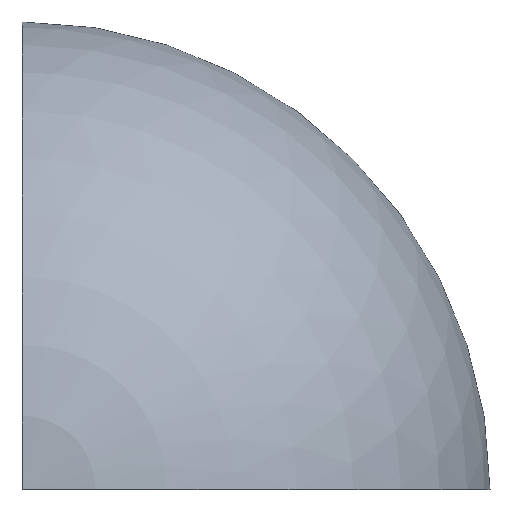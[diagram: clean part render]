
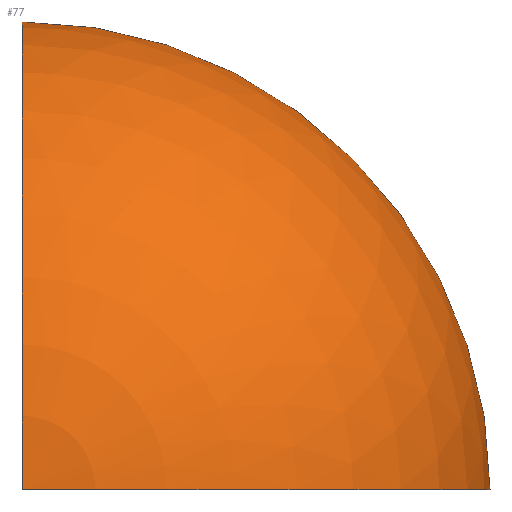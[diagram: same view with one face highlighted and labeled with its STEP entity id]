
A CAD part, top view. The second image highlights one B-rep face of the part: STEP entity #77.
In plain terms, the highlighted spherical face has radius 10000 mm.
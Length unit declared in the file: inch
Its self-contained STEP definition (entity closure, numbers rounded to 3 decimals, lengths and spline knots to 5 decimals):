
#16=SPHERICAL_SURFACE('',#108,393.70079);
#19=FACE_OUTER_BOUND('',#24,.T.);
#24=EDGE_LOOP('',(#61,#62,#63));
#27=CIRCLE('',#103,393.70079);
#31=CIRCLE('',#109,393.70079);
#32=CIRCLE('',#110,393.70079);
#40=VERTEX_POINT('',#143);
#41=VERTEX_POINT('',#145);
#44=VERTEX_POINT('',#155);
#46=EDGE_CURVE('',#40,#41,#27,.T.);
#51=EDGE_CURVE('',#40,#44,#31,.T.);
#52=EDGE_CURVE('',#41,#44,#32,.T.);
#61=ORIENTED_EDGE('',*,*,#51,.T.);
#62=ORIENTED_EDGE('',*,*,#52,.F.);
#63=ORIENTED_EDGE('',*,*,#46,.F.);
#77=ADVANCED_FACE('',(#19),#16,.T.);
#103=AXIS2_PLACEMENT_3D('',#146,#118,#119);
#108=AXIS2_PLACEMENT_3D('',#154,#129,#130);
#109=AXIS2_PLACEMENT_3D('',#156,#131,#132);
#110=AXIS2_PLACEMENT_3D('',#157,#133,#134);
#118=DIRECTION('center_axis',(0.,-1.,0.));
#119=DIRECTION('ref_axis',(1.,0.,0.));
#129=DIRECTION('center_axis',(0.,0.,1.));
#130=DIRECTION('ref_axis',(1.,0.,0.));
#131=DIRECTION('center_axis',(0.,0.,1.));
#132=DIRECTION('ref_axis',(1.,0.,0.));
#133=DIRECTION('center_axis',(-1.,0.,0.));
#134=DIRECTION('ref_axis',(0.,0.,1.));
#143=CARTESIAN_POINT('',(393.70079,0.,0.));
#145=CARTESIAN_POINT('',(0.,0.,393.70079));
#146=CARTESIAN_POINT('Origin',(0.,0.,
0.));
#154=CARTESIAN_POINT('Origin',(0.,0.,0.));
#155=CARTESIAN_POINT('',(0.,393.70079,0.));
#156=CARTESIAN_POINT('Origin',(0.,0.,0.));
#157=CARTESIAN_POINT('Origin',(0.,0.,0.));
